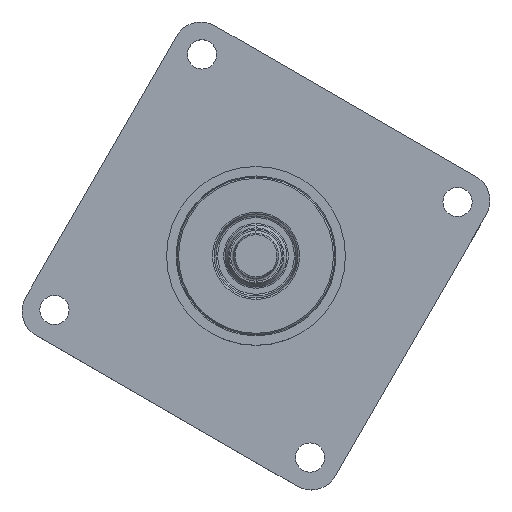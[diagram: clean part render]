
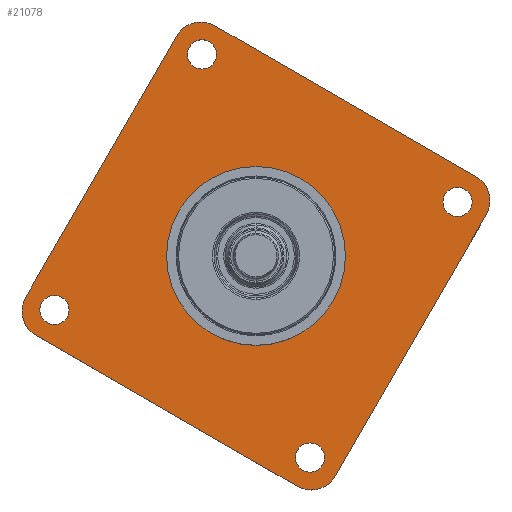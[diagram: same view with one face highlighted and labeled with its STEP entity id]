
A CAD part, top view. The second image highlights one B-rep face of the part: STEP entity #21078.
In plain terms, the highlighted planar face has unit normal (0, 0, 1).
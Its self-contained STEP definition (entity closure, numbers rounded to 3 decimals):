
#3378=DIRECTION('',(0.5,0.866,0.));
#3379=VECTOR('',#3378,53.5);
#3380=CARTESIAN_POINT('',(-40.871,-7.291,22.5));
#3381=LINE('',#3380,#3379);
#3382=CARTESIAN_POINT('',(-9.791,36.541,22.5));
#3383=DIRECTION('',(0.,0.,1.));
#3384=DIRECTION('',(0.5,0.866,0.));
#3385=AXIS2_PLACEMENT_3D('',#3382,#3383,#3384);
#3387=DIRECTION('',(0.866,-0.5,0.));
#3388=VECTOR('',#3387,53.5);
#3389=CARTESIAN_POINT('',(-7.291,40.871,22.5));
#3390=LINE('',#3389,#3388);
#3391=CARTESIAN_POINT('',(36.541,9.791,22.5));
#3392=DIRECTION('',(0.,0.,1.));
#3393=DIRECTION('',(0.866,-0.5,0.));
#3394=AXIS2_PLACEMENT_3D('',#3391,#3392,#3393);
#3396=DIRECTION('',(-0.5,-0.866,0.));
#3397=VECTOR('',#3396,53.5);
#3398=CARTESIAN_POINT('',(40.871,7.291,22.5));
#3399=LINE('',#3398,#3397);
#3400=CARTESIAN_POINT('',(9.791,-36.541,22.5));
#3401=DIRECTION('',(0.,0.,1.));
#3402=DIRECTION('',(-0.5,-0.866,0.));
#3403=AXIS2_PLACEMENT_3D('',#3400,#3401,#3402);
#3405=DIRECTION('',(-0.866,0.5,0.));
#3406=VECTOR('',#3405,53.5);
#3407=CARTESIAN_POINT('',(7.291,-40.871,22.5));
#3408=LINE('',#3407,#3406);
#3409=CARTESIAN_POINT('',(-36.541,-9.791,22.5));
#3410=DIRECTION('',(0.,0.,1.));
#3411=DIRECTION('',(-0.866,0.5,0.));
#3412=AXIS2_PLACEMENT_3D('',#3409,#3410,#3411);
#3414=CARTESIAN_POINT('',(9.59,-35.79,22.5));
#3415=DIRECTION('',(0.,0.,-1.));
#3416=DIRECTION('',(0.,-1.,0.));
#3417=AXIS2_PLACEMENT_3D('',#3414,#3415,#3416);
#3419=CARTESIAN_POINT('',(9.59,-35.79,22.5));
#3420=DIRECTION('',(0.,0.,-1.));
#3421=DIRECTION('',(0.,1.,0.));
#3422=AXIS2_PLACEMENT_3D('',#3419,#3420,#3421);
#3424=CARTESIAN_POINT('',(-35.79,-9.59,22.5));
#3425=DIRECTION('',(0.,0.,-1.));
#3426=DIRECTION('',(0.,-1.,0.));
#3427=AXIS2_PLACEMENT_3D('',#3424,#3425,#3426);
#3429=CARTESIAN_POINT('',(-35.79,-9.59,22.5));
#3430=DIRECTION('',(0.,0.,-1.));
#3431=DIRECTION('',(0.,1.,0.));
#3432=AXIS2_PLACEMENT_3D('',#3429,#3430,#3431);
#3434=CARTESIAN_POINT('',(35.79,9.59,22.5));
#3435=DIRECTION('',(0.,0.,-1.));
#3436=DIRECTION('',(0.,-1.,0.));
#3437=AXIS2_PLACEMENT_3D('',#3434,#3435,#3436);
#3439=CARTESIAN_POINT('',(35.79,9.59,22.5));
#3440=DIRECTION('',(0.,0.,-1.));
#3441=DIRECTION('',(0.,1.,0.));
#3442=AXIS2_PLACEMENT_3D('',#3439,#3440,#3441);
#3444=CARTESIAN_POINT('',(-9.59,35.79,22.5));
#3445=DIRECTION('',(0.,0.,-1.));
#3446=DIRECTION('',(0.,-1.,0.));
#3447=AXIS2_PLACEMENT_3D('',#3444,#3445,#3446);
#3449=CARTESIAN_POINT('',(-9.59,35.79,22.5));
#3450=DIRECTION('',(0.,0.,-1.));
#3451=DIRECTION('',(0.,1.,0.));
#3452=AXIS2_PLACEMENT_3D('',#3449,#3450,#3451);
#3506=CARTESIAN_POINT('',(0.,0.,22.5));
#3507=DIRECTION('',(0.,0.,1.));
#3508=DIRECTION('',(0.,1.,0.));
#3509=AXIS2_PLACEMENT_3D('',#3506,#3507,#3508);
#3525=CARTESIAN_POINT('',(0.,0.,22.5));
#3526=DIRECTION('',(0.,0.,-1.));
#3527=DIRECTION('',(0.,1.,0.));
#3528=AXIS2_PLACEMENT_3D('',#3525,#3526,#3527);
#16818=CARTESIAN_POINT('',(-40.871,-7.291,22.5));
#16820=VERTEX_POINT('',#16818);
#16822=CARTESIAN_POINT('',(-14.121,39.041,22.5));
#16824=VERTEX_POINT('',#16822);
#16826=CARTESIAN_POINT('',(-7.291,40.871,22.5));
#16828=VERTEX_POINT('',#16826);
#16830=CARTESIAN_POINT('',(39.041,14.121,22.5));
#16832=VERTEX_POINT('',#16830);
#16834=CARTESIAN_POINT('',(40.871,7.291,22.5));
#16836=VERTEX_POINT('',#16834);
#16838=CARTESIAN_POINT('',(14.121,-39.041,22.5));
#16840=VERTEX_POINT('',#16838);
#16842=CARTESIAN_POINT('',(7.291,-40.871,22.5));
#16844=VERTEX_POINT('',#16842);
#16846=CARTESIAN_POINT('',(-39.041,-14.121,22.5));
#16848=VERTEX_POINT('',#16846);
#16850=CARTESIAN_POINT('',(0.,15.875,22.5));
#16851=CARTESIAN_POINT('',(0.,-15.875,22.5));
#16852=VERTEX_POINT('',#16850);
#16853=VERTEX_POINT('',#16851);
#16858=CARTESIAN_POINT('',(-9.59,33.19,22.5));
#16859=CARTESIAN_POINT('',(-9.59,38.39,22.5));
#16860=VERTEX_POINT('',#16858);
#16861=VERTEX_POINT('',#16859);
#16866=CARTESIAN_POINT('',(35.79,6.99,22.5));
#16867=CARTESIAN_POINT('',(35.79,12.19,22.5));
#16868=VERTEX_POINT('',#16866);
#16869=VERTEX_POINT('',#16867);
#16874=CARTESIAN_POINT('',(-35.79,-12.19,22.5));
#16875=CARTESIAN_POINT('',(-35.79,-6.99,22.5));
#16876=VERTEX_POINT('',#16874);
#16877=VERTEX_POINT('',#16875);
#16882=CARTESIAN_POINT('',(9.59,-38.39,22.5));
#16883=CARTESIAN_POINT('',(9.59,-33.19,22.5));
#16884=VERTEX_POINT('',#16882);
#16885=VERTEX_POINT('',#16883);
#21027=CARTESIAN_POINT('',(0.,0.,22.5));
#21028=DIRECTION('',(0.,0.,-1.));
#21029=DIRECTION('',(0.,1.,0.));
#21030=AXIS2_PLACEMENT_3D('',#21027,#21028,#21029);
#21031=PLANE('',#21030);
#21032=ORIENTED_EDGE('',*,*,#21008,.T.);
#21034=ORIENTED_EDGE('',*,*,#21033,.F.);
#21036=ORIENTED_EDGE('',*,*,#21035,.T.);
#21038=ORIENTED_EDGE('',*,*,#21037,.F.);
#21040=ORIENTED_EDGE('',*,*,#21039,.T.);
#21042=ORIENTED_EDGE('',*,*,#21041,.F.);
#21044=ORIENTED_EDGE('',*,*,#21043,.T.);
#21045=ORIENTED_EDGE('',*,*,#21019,.F.);
#21046=EDGE_LOOP('',(#21032,#21034,#21036,#21038,#21040,#21042,#21044,#21045));
#21047=FACE_OUTER_BOUND('',#21046,.F.);
#21049=ORIENTED_EDGE('',*,*,#21048,.F.);
#21051=ORIENTED_EDGE('',*,*,#21050,.F.);
#21052=EDGE_LOOP('',(#21049,#21051));
#21053=FACE_BOUND('',#21052,.F.);
#21055=ORIENTED_EDGE('',*,*,#21054,.F.);
#21057=ORIENTED_EDGE('',*,*,#21056,.F.);
#21058=EDGE_LOOP('',(#21055,#21057));
#21059=FACE_BOUND('',#21058,.F.);
#21061=ORIENTED_EDGE('',*,*,#21060,.F.);
#21063=ORIENTED_EDGE('',*,*,#21062,.F.);
#21064=EDGE_LOOP('',(#21061,#21063));
#21065=FACE_BOUND('',#21064,.F.);
#21067=ORIENTED_EDGE('',*,*,#21066,.T.);
#21069=ORIENTED_EDGE('',*,*,#21068,.F.);
#21070=EDGE_LOOP('',(#21067,#21069));
#21071=FACE_BOUND('',#21070,.F.);
#21073=ORIENTED_EDGE('',*,*,#21072,.F.);
#21075=ORIENTED_EDGE('',*,*,#21074,.F.);
#21076=EDGE_LOOP('',(#21073,#21075));
#21077=FACE_BOUND('',#21076,.F.);
#3386=CIRCLE('',#3385,5.);
#3395=CIRCLE('',#3394,5.);
#3404=CIRCLE('',#3403,5.);
#3413=CIRCLE('',#3412,5.);
#3418=CIRCLE('',#3417,2.6);
#3423=CIRCLE('',#3422,2.6);
#3428=CIRCLE('',#3427,2.6);
#3433=CIRCLE('',#3432,2.6);
#3438=CIRCLE('',#3437,2.6);
#3443=CIRCLE('',#3442,2.6);
#3448=CIRCLE('',#3447,2.6);
#3453=CIRCLE('',#3452,2.6);
#3510=CIRCLE('',#3509,15.875);
#3529=CIRCLE('',#3528,15.875);
#21008=EDGE_CURVE('',#16820,#16824,#3381,.T.);
#21019=EDGE_CURVE('',#16820,#16848,#3413,.T.);
#21033=EDGE_CURVE('',#16828,#16824,#3386,.T.);
#21035=EDGE_CURVE('',#16828,#16832,#3390,.T.);
#21037=EDGE_CURVE('',#16836,#16832,#3395,.T.);
#21039=EDGE_CURVE('',#16836,#16840,#3399,.T.);
#21041=EDGE_CURVE('',#16844,#16840,#3404,.T.);
#21043=EDGE_CURVE('',#16844,#16848,#3408,.T.);
#21048=EDGE_CURVE('',#16884,#16885,#3418,.T.);
#21050=EDGE_CURVE('',#16885,#16884,#3423,.T.);
#21054=EDGE_CURVE('',#16876,#16877,#3428,.T.);
#21056=EDGE_CURVE('',#16877,#16876,#3433,.T.);
#21060=EDGE_CURVE('',#16868,#16869,#3438,.T.);
#21062=EDGE_CURVE('',#16869,#16868,#3443,.T.);
#21066=EDGE_CURVE('',#16852,#16853,#3510,.T.);
#21068=EDGE_CURVE('',#16852,#16853,#3529,.T.);
#21072=EDGE_CURVE('',#16860,#16861,#3448,.T.);
#21074=EDGE_CURVE('',#16861,#16860,#3453,.T.);
#21078=ADVANCED_FACE('',(#21047,#21053,#21059,#21065,#21071,#21077),#21031,.F.);
